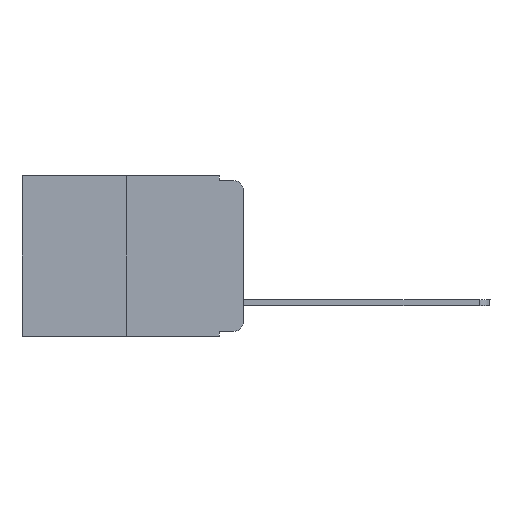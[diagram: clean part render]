
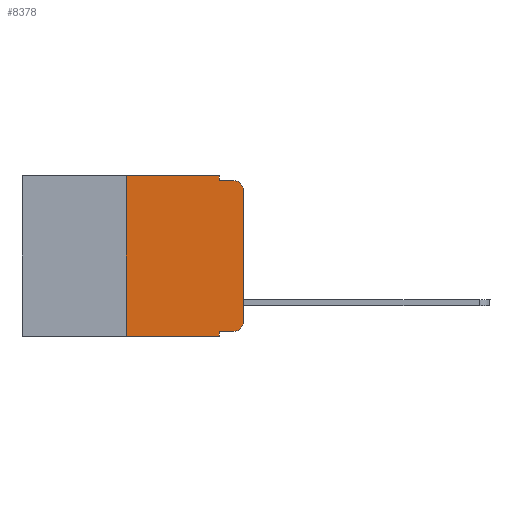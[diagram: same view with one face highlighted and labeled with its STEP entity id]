
A CAD part, left-side view. The second image highlights one B-rep face of the part: STEP entity #8378.
In plain terms, the highlighted planar face has unit normal (-1, 0, 0).
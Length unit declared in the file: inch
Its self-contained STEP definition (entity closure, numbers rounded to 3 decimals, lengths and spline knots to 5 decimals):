
#7 = DIRECTION ( 'NONE',  ( 0., -1., 0. ) ) ;
#198 = VECTOR ( 'NONE', #9632, 39.37008 ) ;
#370 = CARTESIAN_POINT ( 'NONE',  ( 0., 0.473, 0. ) ) ;
#545 = CARTESIAN_POINT ( 'NONE',  ( 0., 0.02, -0.333 ) ) ;
#675 = ORIENTED_EDGE ( 'NONE', *, *, #4332, .T. ) ;
#996 = CARTESIAN_POINT ( 'NONE',  ( 0., 0.051, -0.333 ) ) ;
#1131 = ORIENTED_EDGE ( 'NONE', *, *, #4749, .T. ) ;
#1480 = CARTESIAN_POINT ( 'NONE',  ( 0., 0.02, -0.03 ) ) ;
#1641 = CIRCLE ( 'NONE', #5386, 0.02 ) ;
#1674 = VECTOR ( 'NONE', #7134, 39.37008 ) ;
#2011 = CARTESIAN_POINT ( 'NONE',  ( 0., 0.051, -0.333 ) ) ;
#2148 = CARTESIAN_POINT ( 'NONE',  ( 0., 0., 0. ) ) ;
#2198 = VERTEX_POINT ( 'NONE', #11687 ) ;
#2358 = PLANE ( 'NONE',  #6234 ) ;
#2711 = EDGE_CURVE ( 'NONE', #11347, #4377, #4998, .T. ) ;
#3216 = DIRECTION ( 'NONE',  ( 1., 0., 0. ) ) ;
#3230 = DIRECTION ( 'NONE',  ( 0., 0., 1. ) ) ;
#3499 = CARTESIAN_POINT ( 'NONE',  ( 0., 0.051, 0. ) ) ;
#3601 = LINE ( 'NONE', #996, #11901 ) ;
#3697 = CARTESIAN_POINT ( 'NONE',  ( 0., 0., -0.313 ) ) ;
#3748 = LINE ( 'NONE', #7571, #6288 ) ;
#3850 = EDGE_CURVE ( 'NONE', #2198, #5682, #1641, .T. ) ;
#3895 = CARTESIAN_POINT ( 'NONE',  ( 0., 0.02, -0.01 ) ) ;
#4243 = DIRECTION ( 'NONE',  ( 0., -1., 0. ) ) ;
#4252 = ORIENTED_EDGE ( 'NONE', *, *, #9311, .T. ) ;
#4300 = DIRECTION ( 'NONE',  ( 0., 0., -1. ) ) ;
#4332 = EDGE_CURVE ( 'NONE', #7055, #2198, #12071, .T. ) ;
#4377 = VERTEX_POINT ( 'NONE', #5301 ) ;
#4749 = EDGE_CURVE ( 'NONE', #9320, #5398, #3601, .T. ) ;
#4807 = ORIENTED_EDGE ( 'NONE', *, *, #2711, .F. ) ;
#4915 = EDGE_CURVE ( 'NONE', #11284, #11347, #3748, .T. ) ;
#4959 = ORIENTED_EDGE ( 'NONE', *, *, #8834, .F. ) ;
#4991 = CARTESIAN_POINT ( 'NONE',  ( 0., 0.02, -0.313 ) ) ;
#4998 = LINE ( 'NONE', #370, #5611 ) ;
#5245 = VECTOR ( 'NONE', #3230, 39.37008 ) ;
#5272 = AXIS2_PLACEMENT_3D ( 'NONE', #4991, #11655, #5809 ) ;
#5301 = CARTESIAN_POINT ( 'NONE',  ( 0., 0.051, 0. ) ) ;
#5302 = VERTEX_POINT ( 'NONE', #11920 ) ;
#5386 = AXIS2_PLACEMENT_3D ( 'NONE', #1480, #8098, #8283 ) ;
#5398 = VERTEX_POINT ( 'NONE', #545 ) ;
#5513 = EDGE_LOOP ( 'NONE', ( #675, #6724, #6069, #8238, #4807, #6802, #6281, #4959, #1131, #4252 ) ) ;
#5611 = VECTOR ( 'NONE', #4243, 39.37008 ) ;
#5682 = VERTEX_POINT ( 'NONE', #3895 ) ;
#5809 = DIRECTION ( 'NONE',  ( 0., 0., -1. ) ) ;
#6069 = ORIENTED_EDGE ( 'NONE', *, *, #10394, .F. ) ;
#6234 = AXIS2_PLACEMENT_3D ( 'NONE', #9084, #3216, #7084 ) ;
#6281 = ORIENTED_EDGE ( 'NONE', *, *, #8599, .T. ) ;
#6288 = VECTOR ( 'NONE', #12333, 39.37008 ) ;
#6724 = ORIENTED_EDGE ( 'NONE', *, *, #3850, .T. ) ;
#6802 = ORIENTED_EDGE ( 'NONE', *, *, #4915, .F. ) ;
#7000 = CARTESIAN_POINT ( 'NONE',  ( 0., 0.25, -0.343 ) ) ;
#7055 = VERTEX_POINT ( 'NONE', #3697 ) ;
#7084 = DIRECTION ( 'NONE',  ( 0., 0., -1. ) ) ;
#7134 = DIRECTION ( 'NONE',  ( 0., 0., -1. ) ) ;
#7571 = CARTESIAN_POINT ( 'NONE',  ( 0., 0.25, 0. ) ) ;
#7835 = FACE_OUTER_BOUND ( 'NONE', #5513, .T. ) ;
#8079 = EDGE_CURVE ( 'NONE', #4377, #10639, #10884, .T. ) ;
#8098 = DIRECTION ( 'NONE',  ( -1., 0., 0. ) ) ;
#8135 = LINE ( 'NONE', #10731, #198 ) ;
#8238 = ORIENTED_EDGE ( 'NONE', *, *, #8079, .F. ) ;
#8283 = DIRECTION ( 'NONE',  ( 0., 0., -1. ) ) ;
#8378 = ADVANCED_FACE ( 'NONE', ( #7835 ), #2358, .F. ) ;
#8599 = EDGE_CURVE ( 'NONE', #11284, #5302, #8135, .T. ) ;
#8834 = EDGE_CURVE ( 'NONE', #9320, #5302, #10870, .T. ) ;
#8948 = VECTOR ( 'NONE', #10582, 39.37008 ) ;
#9084 = CARTESIAN_POINT ( 'NONE',  ( 0., 0.473, 0. ) ) ;
#9311 = EDGE_CURVE ( 'NONE', #5398, #7055, #11472, .T. ) ;
#9320 = VERTEX_POINT ( 'NONE', #2011 ) ;
#9632 = DIRECTION ( 'NONE',  ( 0., -1., 0. ) ) ;
#9823 = VECTOR ( 'NONE', #4300, 39.37008 ) ;
#10093 = CARTESIAN_POINT ( 'NONE',  ( 0., 0.25, 0. ) ) ;
#10200 = CARTESIAN_POINT ( 'NONE',  ( 0., 0.051, 0. ) ) ;
#10394 = EDGE_CURVE ( 'NONE', #10639, #5682, #11568, .T. ) ;
#10582 = DIRECTION ( 'NONE',  ( 0., -1., 0. ) ) ;
#10639 = VERTEX_POINT ( 'NONE', #10993 ) ;
#10731 = CARTESIAN_POINT ( 'NONE',  ( 0., 0.473, -0.343 ) ) ;
#10870 = LINE ( 'NONE', #10200, #1674 ) ;
#10884 = LINE ( 'NONE', #3499, #9823 ) ;
#10993 = CARTESIAN_POINT ( 'NONE',  ( 0., 0.051, -0.01 ) ) ;
#11284 = VERTEX_POINT ( 'NONE', #7000 ) ;
#11347 = VERTEX_POINT ( 'NONE', #10093 ) ;
#11472 = CIRCLE ( 'NONE', #5272, 0.02 ) ;
#11568 = LINE ( 'NONE', #12467, #8948 ) ;
#11655 = DIRECTION ( 'NONE',  ( -1., 0., 0. ) ) ;
#11687 = CARTESIAN_POINT ( 'NONE',  ( 0., 0., -0.03 ) ) ;
#11901 = VECTOR ( 'NONE', #7, 39.37008 ) ;
#11920 = CARTESIAN_POINT ( 'NONE',  ( 0., 0.051, -0.343 ) ) ;
#12071 = LINE ( 'NONE', #2148, #5245 ) ;
#12333 = DIRECTION ( 'NONE',  ( 0., 0., 1. ) ) ;
#12467 = CARTESIAN_POINT ( 'NONE',  ( 0., 0.051, -0.01 ) ) ;
